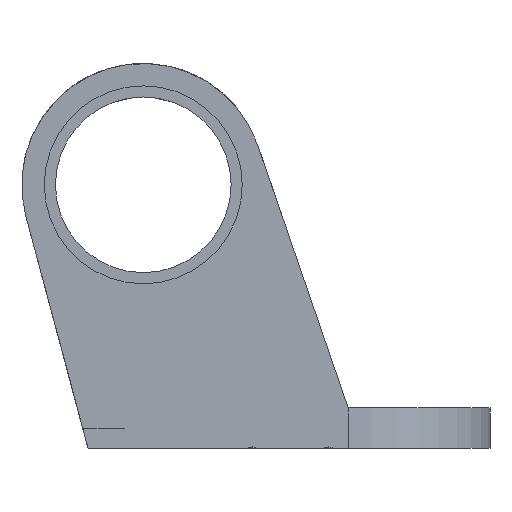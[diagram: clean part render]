
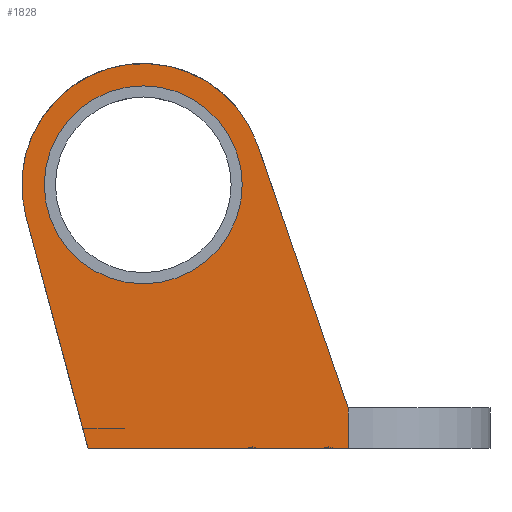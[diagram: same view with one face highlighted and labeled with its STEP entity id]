
A CAD part, left-side view. The second image highlights one B-rep face of the part: STEP entity #1828.
In plain terms, the highlighted planar face has unit normal (-1, 0, 0).
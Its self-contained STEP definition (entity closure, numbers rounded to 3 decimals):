
#1 = CARTESIAN_POINT ( 'NONE',  ( -14.422, 39.351, 0. ) ) ;
#41 = VERTEX_POINT ( 'NONE', #3728 ) ;
#58 = AXIS2_PLACEMENT_3D ( 'NONE', #5470, #2083, #5554 ) ;
#66 = CARTESIAN_POINT ( 'NONE',  ( -14.422, 43.43, 0. ) ) ;
#109 = CARTESIAN_POINT ( 'NONE',  ( -14.422, 71.272, 0. ) ) ;
#130 = B_SPLINE_CURVE_WITH_KNOTS ( 'NONE', 3,
 ( #2758, #588, #2381, #109 ),
 .UNSPECIFIED., .F., .F.,
 ( 4, 4 ),
 ( 0.027, 0.028 ),
 .UNSPECIFIED. ) ;
#137 = CARTESIAN_POINT ( 'NONE',  ( -14.422, 67.43, 0. ) ) ;
#341 = ORIENTED_EDGE ( 'NONE', *, *, #1039, .F. ) ;
#342 = CARTESIAN_POINT ( 'NONE',  ( -14.422, 43.43, 0. ) ) ;
#377 = CARTESIAN_POINT ( 'NONE',  ( -14.422, 45.351, 0.3 ) ) ;
#461 = ORIENTED_EDGE ( 'NONE', *, *, #4379, .F. ) ;
#545 = CARTESIAN_POINT ( 'NONE',  ( -14.422, 45.351, 0.3 ) ) ;
#553 = DIRECTION ( 'NONE',  ( -1., 0., 0. ) ) ;
#588 = CARTESIAN_POINT ( 'NONE',  ( -14.422, 70.006, 0.3 ) ) ;
#634 = VERTEX_POINT ( 'NONE', #2228 ) ;
#664 = DIRECTION ( 'NONE',  ( 0., 0., -1. ) ) ;
#687 = LINE ( 'NONE', #2504, #4330 ) ;
#695 = LINE ( 'NONE', #4105, #4951 ) ;
#703 = ORIENTED_EDGE ( 'NONE', *, *, #5271, .T. ) ;
#791 = LINE ( 'NONE', #4263, #3889 ) ;
#797 = EDGE_CURVE ( 'NONE', #3377, #2706, #2723, .T. ) ;
#807 = VERTEX_POINT ( 'NONE', #5332 ) ;
#827 = EDGE_CURVE ( 'NONE', #4466, #41, #1183, .T. ) ;
#876 = VERTEX_POINT ( 'NONE', #377 ) ;
#884 = VERTEX_POINT ( 'NONE', #3791 ) ;
#925 = DIRECTION ( 'NONE',  ( 0., 1., 0. ) ) ;
#980 = CIRCLE ( 'NONE', #58, 31.001 ) ;
#1039 = EDGE_CURVE ( 'NONE', #3535, #884, #2223, .T. ) ;
#1096 = EDGE_CURVE ( 'NONE', #876, #807, #5015, .T. ) ;
#1126 = EDGE_CURVE ( 'NONE', #1309, #634, #5426, .T. ) ;
#1183 = CIRCLE ( 'NONE', #3365, 38. ) ;
#1309 = VERTEX_POINT ( 'NONE', #5555 ) ;
#1340 = VECTOR ( 'NONE', #3802, 1000. ) ;
#1375 = VERTEX_POINT ( 'NONE', #1793 ) ;
#1379 = DIRECTION ( 'NONE',  ( 0., -1., 0. ) ) ;
#1457 = CARTESIAN_POINT ( 'NONE',  ( -14.422, 46.008, 0.3 ) ) ;
#1483 = CARTESIAN_POINT ( 'NONE',  ( -14.422, 69.025, 0.3 ) ) ;
#1520 = DIRECTION ( 'NONE',  ( -1., 0., 0. ) ) ;
#1608 = CARTESIAN_POINT ( 'NONE',  ( -14.422, 39.351, 12.7 ) ) ;
#1613 = EDGE_CURVE ( 'NONE', #1375, #3533, #3456, .T. ) ;
#1635 = ORIENTED_EDGE ( 'NONE', *, *, #1613, .F. ) ;
#1649 = ORIENTED_EDGE ( 'NONE', *, *, #797, .F. ) ;
#1672 = ORIENTED_EDGE ( 'NONE', *, *, #3654, .F. ) ;
#1793 = CARTESIAN_POINT ( 'NONE',  ( -14.422, 39.351, 12.7 ) ) ;
#1807 = ORIENTED_EDGE ( 'NONE', *, *, #2037, .F. ) ;
#1828 = ADVANCED_FACE ( 'NONE', ( #4452, #1864 ), #2636, .T. ) ;
#1864 = FACE_BOUND ( 'NONE', #4782, .T. ) ;
#1936 = DIRECTION ( 'NONE',  ( 0., 1., 0. ) ) ;
#1961 = CARTESIAN_POINT ( 'NONE',  ( -14.422, 68.698, 0.273 ) ) ;
#2005 = DIRECTION ( 'NONE',  ( 0., 0., 1. ) ) ;
#2037 = EDGE_CURVE ( 'NONE', #3533, #5407, #791, .T. ) ;
#2083 = DIRECTION ( 'NONE',  ( -1., 0., 0. ) ) ;
#2102 = DIRECTION ( 'NONE',  ( 0., 1., 0. ) ) ;
#2108 = CARTESIAN_POINT ( 'NONE',  ( -14.422, 44.055, 0.191 ) ) ;
#2125 = ORIENTED_EDGE ( 'NONE', *, *, #3785, .F. ) ;
#2163 = AXIS2_PLACEMENT_3D ( 'NONE', #5283, #553, #1379 ) ;
#2223 = LINE ( 'NONE', #3049, #5245 ) ;
#2228 = CARTESIAN_POINT ( 'NONE',  ( -14.422, 69.351, 0.3 ) ) ;
#2307 = LINE ( 'NONE', #4923, #3890 ) ;
#2381 = CARTESIAN_POINT ( 'NONE',  ( -14.422, 70.645, 0.191 ) ) ;
#2431 = DIRECTION ( 'NONE',  ( 0., 0.325, 0.946 ) ) ;
#2459 = CARTESIAN_POINT ( 'NONE',  ( -14.422, 103.496, 51.575 ) ) ;
#2504 = CARTESIAN_POINT ( 'NONE',  ( -14.422, 120.768, 0. ) ) ;
#2636 = PLANE ( 'NONE',  #2163 ) ;
#2676 = ORIENTED_EDGE ( 'NONE', *, *, #827, .T. ) ;
#2706 = VERTEX_POINT ( 'NONE', #4004 ) ;
#2723 = CIRCLE ( 'NONE', #4181, 31.001 ) ;
#2758 = CARTESIAN_POINT ( 'NONE',  ( -14.422, 69.351, 0.3 ) ) ;
#2827 = CARTESIAN_POINT ( 'NONE',  ( -14.422, 103.552, 82.569 ) ) ;
#2950 = ORIENTED_EDGE ( 'NONE', *, *, #1096, .F. ) ;
#3049 = CARTESIAN_POINT ( 'NONE',  ( -14.422, 39.351, 0. ) ) ;
#3274 = CARTESIAN_POINT ( 'NONE',  ( -14.422, 46.646, 0.191 ) ) ;
#3294 = ORIENTED_EDGE ( 'NONE', *, *, #5621, .T. ) ;
#3363 = CARTESIAN_POINT ( 'NONE',  ( -14.422, 44.697, 0.3 ) ) ;
#3365 = AXIS2_PLACEMENT_3D ( 'NONE', #2827, #1520, #664 ) ;
#3377 = VERTEX_POINT ( 'NONE', #2459 ) ;
#3456 = LINE ( 'NONE', #1608, #1340 ) ;
#3533 = VERTEX_POINT ( 'NONE', #1 ) ;
#3535 = VERTEX_POINT ( 'NONE', #4409 ) ;
#3622 = DIRECTION ( 'NONE',  ( -1., 0., 0. ) ) ;
#3646 = CARTESIAN_POINT ( 'NONE',  ( -14.422, 103.496, 82.575 ) ) ;
#3654 = EDGE_CURVE ( 'NONE', #634, #3535, #130, .T. ) ;
#3728 = CARTESIAN_POINT ( 'NONE',  ( -14.422, 140.257, 72.734 ) ) ;
#3740 = EDGE_CURVE ( 'NONE', #5407, #876, #4281, .T. ) ;
#3778 = CARTESIAN_POINT ( 'NONE',  ( -14.422, 45.351, 0.3 ) ) ;
#3785 = EDGE_CURVE ( 'NONE', #2706, #3377, #980, .T. ) ;
#3791 = CARTESIAN_POINT ( 'NONE',  ( -14.422, 120.768, 0. ) ) ;
#3802 = DIRECTION ( 'NONE',  ( 0., 0., -1. ) ) ;
#3889 = VECTOR ( 'NONE', #2102, 1000. ) ;
#3890 = VECTOR ( 'NONE', #1936, 1000. ) ;
#4004 = CARTESIAN_POINT ( 'NONE',  ( -14.422, 103.496, 113.576 ) ) ;
#4105 = CARTESIAN_POINT ( 'NONE',  ( -14.422, 67.616, 94.923 ) ) ;
#4181 = AXIS2_PLACEMENT_3D ( 'NONE', #3646, #3622, #2005 ) ;
#4263 = CARTESIAN_POINT ( 'NONE',  ( -14.422, 39.351, 0. ) ) ;
#4281 = B_SPLINE_CURVE_WITH_KNOTS ( 'NONE', 3,
 ( #342, #2108, #3363, #3778 ),
 .UNSPECIFIED., .F., .F.,
 ( 4, 4 ),
 ( 0.022, 0.024 ),
 .UNSPECIFIED. ) ;
#4330 = VECTOR ( 'NONE', #4641, 1000. ) ;
#4379 = EDGE_CURVE ( 'NONE', #807, #1309, #2307, .T. ) ;
#4409 = CARTESIAN_POINT ( 'NONE',  ( -14.422, 71.272, 0. ) ) ;
#4452 = FACE_OUTER_BOUND ( 'NONE', #5067, .T. ) ;
#4466 = VERTEX_POINT ( 'NONE', #5556 ) ;
#4547 = CARTESIAN_POINT ( 'NONE',  ( -14.422, 68.057, 0.17 ) ) ;
#4641 = DIRECTION ( 'NONE',  ( 0., -0.259, -0.966 ) ) ;
#4782 = EDGE_LOOP ( 'NONE', ( #2125, #1649 ) ) ;
#4921 = CARTESIAN_POINT ( 'NONE',  ( -14.422, 67.742, 0.095 ) ) ;
#4923 = CARTESIAN_POINT ( 'NONE',  ( -14.422, 39.351, 0. ) ) ;
#4951 = VECTOR ( 'NONE', #2431, 1000. ) ;
#5005 = CARTESIAN_POINT ( 'NONE',  ( -14.422, 69.351, 0.3 ) ) ;
#5015 = B_SPLINE_CURVE_WITH_KNOTS ( 'NONE', 3,
 ( #545, #1457, #3274, #5324 ),
 .UNSPECIFIED., .F., .F.,
 ( 4, 4 ),
 ( 0.024, 0.026 ),
 .UNSPECIFIED. ) ;
#5067 = EDGE_LOOP ( 'NONE', ( #3294, #341, #1672, #5404, #461, #2950, #5105, #1807, #1635, #703, #2676 ) ) ;
#5105 = ORIENTED_EDGE ( 'NONE', *, *, #3740, .F. ) ;
#5245 = VECTOR ( 'NONE', #925, 1000. ) ;
#5271 = EDGE_CURVE ( 'NONE', #1375, #4466, #695, .T. ) ;
#5283 = CARTESIAN_POINT ( 'NONE',  ( -14.422, 39.351, 12.7 ) ) ;
#5324 = CARTESIAN_POINT ( 'NONE',  ( -14.422, 47.272, 0. ) ) ;
#5332 = CARTESIAN_POINT ( 'NONE',  ( -14.422, 47.272, 0. ) ) ;
#5404 = ORIENTED_EDGE ( 'NONE', *, *, #1126, .F. ) ;
#5407 = VERTEX_POINT ( 'NONE', #66 ) ;
#5426 = B_SPLINE_CURVE_WITH_KNOTS ( 'NONE', 3,
 ( #137, #4921, #4547, #1961, #1483, #5005 ),
 .UNSPECIFIED., .F., .F.,
 ( 4, 2, 4 ),
 ( 0.025, 0.026, 0.027 ),
 .UNSPECIFIED. ) ;
#5470 = CARTESIAN_POINT ( 'NONE',  ( -14.422, 103.496, 82.575 ) ) ;
#5554 = DIRECTION ( 'NONE',  ( 0., 0., 1. ) ) ;
#5555 = CARTESIAN_POINT ( 'NONE',  ( -14.422, 67.43, 0. ) ) ;
#5556 = CARTESIAN_POINT ( 'NONE',  ( -14.422, 67.616, 94.923 ) ) ;
#5621 = EDGE_CURVE ( 'NONE', #41, #884, #687, .T. ) ;
